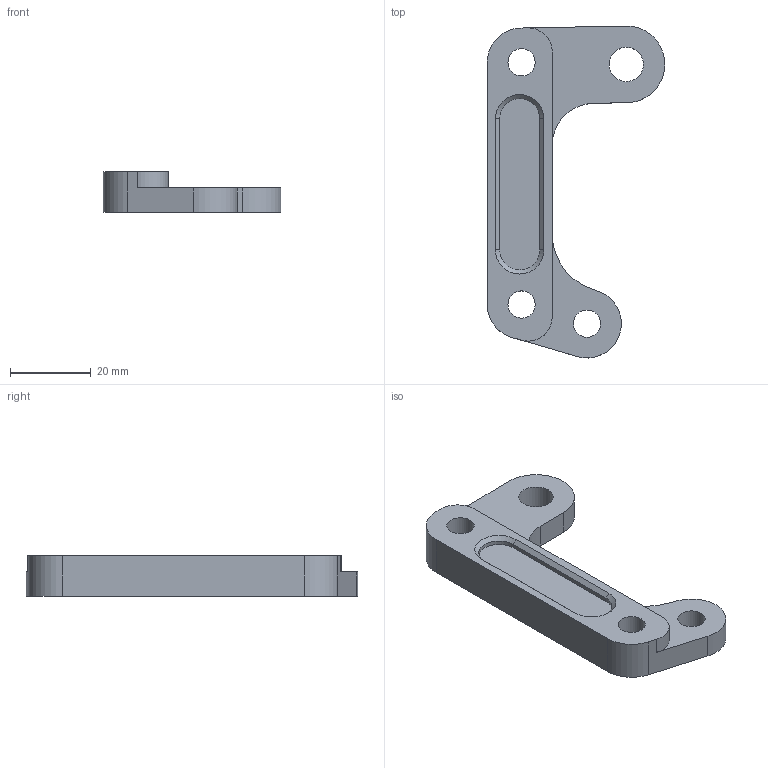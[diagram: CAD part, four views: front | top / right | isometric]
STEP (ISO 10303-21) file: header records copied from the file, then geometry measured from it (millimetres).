
FILE_DESCRIPTION(('FreeCAD Model'),'2;1');
FILE_NAME('patte_etrier_002.step', '2019-09-27T10:34:06',('Author'),(''), 'Open CASCADE STEP processor 7.3','FreeCAD','Unknown');
FILE_SCHEMA(('AUTOMOTIVE_DESIGN { 1 0 10303 214 1 1 1 1 }'));
Length unit declared in the file: millimetre
Products named in the file (1): Body
Bounding box: 43.97 x 82.25 x 10 mm (x, y, z)
Volume: 14801.3 mm3; surface area: 6760.2 mm2
Topology: 1 solids, 1 shells, 31 faces, 82 edges, 54 vertices
Faces by surface type: plane 15, cylinder 14, cone 2
Full cylindrical faces by diameter (mm): 6.75 x3, 8.5 x1
Entity records: 2124 total; most frequent: CARTESIAN_POINT 434, DIRECTION 323, LINE 188, VECTOR 188, ORIENTED_EDGE 164, PCURVE 164, DEFINITIONAL_REPRESENTATION 164, EDGE_CURVE 82
